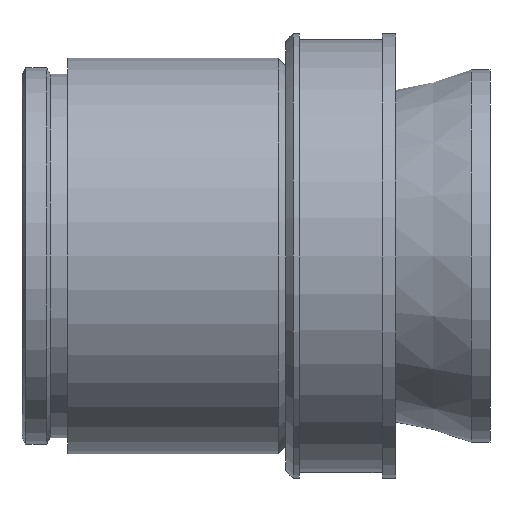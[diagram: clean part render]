
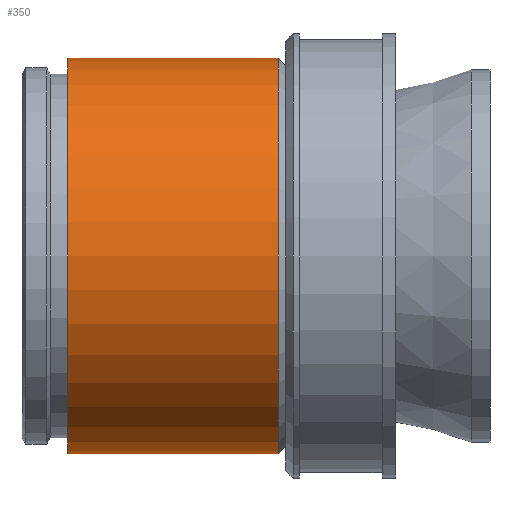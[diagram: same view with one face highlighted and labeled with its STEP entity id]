
A CAD part, front view. The second image highlights one B-rep face of the part: STEP entity #350.
In plain terms, the highlighted cylindrical face has radius 13.335 mm (diameter 26.67 mm), a full revolution.
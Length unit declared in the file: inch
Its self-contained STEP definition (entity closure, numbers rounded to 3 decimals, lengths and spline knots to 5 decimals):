
#21=CYLINDRICAL_SURFACE('',#420,0.525);
#52=FACE_BOUND('',#132,.T.);
#84=FACE_OUTER_BOUND('',#131,.T.);
#131=EDGE_LOOP('',(#291));
#132=EDGE_LOOP('',(#292));
#177=CIRCLE('',#413,0.525);
#181=CIRCLE('',#421,0.525);
#209=VERTEX_POINT('',#620);
#213=VERTEX_POINT('',#632);
#241=EDGE_CURVE('',#209,#209,#177,.T.);
#245=EDGE_CURVE('',#213,#213,#181,.T.);
#291=ORIENTED_EDGE('',*,*,#241,.T.);
#292=ORIENTED_EDGE('',*,*,#245,.F.);
#350=ADVANCED_FACE('',(#84,#52),#21,.T.);
#413=AXIS2_PLACEMENT_3D('',#621,#503,#504);
#420=AXIS2_PLACEMENT_3D('',#631,#517,#518);
#421=AXIS2_PLACEMENT_3D('',#633,#519,#520);
#503=DIRECTION('center_axis',(1.,0.,0.));
#504=DIRECTION('ref_axis',(0.,0.,1.));
#517=DIRECTION('center_axis',(1.,0.,0.));
#518=DIRECTION('ref_axis',(0.,-1.,0.));
#519=DIRECTION('center_axis',(1.,0.,0.));
#520=DIRECTION('ref_axis',(0.,1.,0.));
#620=CARTESIAN_POINT('',(0.122,-0.525,0.));
#621=CARTESIAN_POINT('Origin',(0.122,0.,0.));
#631=CARTESIAN_POINT('Origin',(0.411,0.,0.));
#632=CARTESIAN_POINT('',(0.68,-0.525,0.));
#633=CARTESIAN_POINT('Origin',(0.68,0.,0.));
